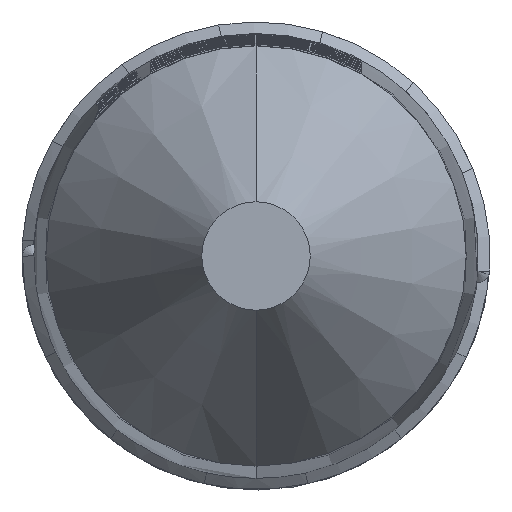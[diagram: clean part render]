
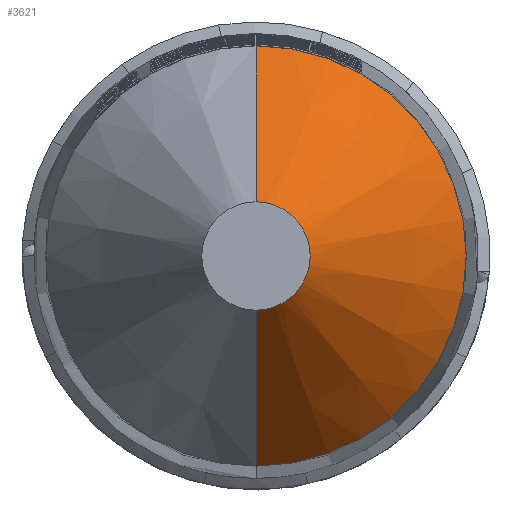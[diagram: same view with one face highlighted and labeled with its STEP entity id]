
A CAD part, front view. The second image highlights one B-rep face of the part: STEP entity #3621.
In plain terms, the highlighted conical face has half-angle 32.942 degrees and reference radius 3.602 mm.
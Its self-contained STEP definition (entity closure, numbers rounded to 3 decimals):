
#249 = CARTESIAN_POINT ( 'NONE',  ( 0., 419595.147, -271900.257 ) ) ;
#381 = DIRECTION ( 'NONE',  ( 0., 0.839, -0.544 ) ) ;
#1015 = EDGE_CURVE ( 'NONE', #10598, #18570, #19461, .T. ) ;
#1052 = EDGE_CURVE ( 'NONE', #10219, #18570, #11242, .T. ) ;
#2684 = DIRECTION ( 'NONE',  ( 0., 1., 0. ) ) ;
#3014 = DIRECTION ( 'NONE',  ( 0., 1., 0. ) ) ;
#3355 = CARTESIAN_POINT ( 'NONE',  ( 0., 5.503, 0. ) ) ;
#3621 = ADVANCED_FACE ( 'NONE', ( #25295 ), #10659, .T. ) ;
#5537 = CARTESIAN_POINT ( 'NONE',  ( 0., -10.497, 0. ) ) ;
#5552 = AXIS2_PLACEMENT_3D ( 'NONE', #5537, #11916, #11783 ) ;
#8086 = CARTESIAN_POINT ( 'NONE',  ( 0., 5.503, -13.97 ) ) ;
#8580 = CARTESIAN_POINT ( 'NONE',  ( 0., -10.497, -3.602 ) ) ;
#9801 = DIRECTION ( 'NONE',  ( 0., 0.839, 0.544 ) ) ;
#10175 = AXIS2_PLACEMENT_3D ( 'NONE', #24786, #3014, #18192 ) ;
#10219 = VERTEX_POINT ( 'NONE', #8580 ) ;
#10598 = VERTEX_POINT ( 'NONE', #21904 ) ;
#10659 = CONICAL_SURFACE ( 'NONE', #5552, 3.602, 0.575 ) ;
#11242 = LINE ( 'NONE', #249, #14814 ) ;
#11783 = DIRECTION ( 'NONE',  ( 0., 0., 1. ) ) ;
#11916 = DIRECTION ( 'NONE',  ( 0., 1., 0. ) ) ;
#12105 = ORIENTED_EDGE ( 'NONE', *, *, #1052, .T. ) ;
#14141 = LINE ( 'NONE', #23039, #19046 ) ;
#14814 = VECTOR ( 'NONE', #381, 1000. ) ;
#14995 = EDGE_CURVE ( 'NONE', #16166, #10219, #23633, .T. ) ;
#16166 = VERTEX_POINT ( 'NONE', #24132 ) ;
#18192 = DIRECTION ( 'NONE',  ( 1., 0., 0. ) ) ;
#18570 = VERTEX_POINT ( 'NONE', #8086 ) ;
#18834 = DIRECTION ( 'NONE',  ( 1., 0., 0. ) ) ;
#19046 = VECTOR ( 'NONE', #9801, 1000. ) ;
#19461 = CIRCLE ( 'NONE', #23206, 13.97 ) ;
#20439 = EDGE_CURVE ( 'NONE', #16166, #10598, #14141, .T. ) ;
#21904 = CARTESIAN_POINT ( 'NONE',  ( 0., 5.503, 13.97 ) ) ;
#23039 = CARTESIAN_POINT ( 'NONE',  ( 0., 419595.147, 271900.257 ) ) ;
#23206 = AXIS2_PLACEMENT_3D ( 'NONE', #3355, #2684, #18834 ) ;
#23633 = CIRCLE ( 'NONE', #10175, 3.602 ) ;
#24132 = CARTESIAN_POINT ( 'NONE',  ( 0., -10.497, 3.602 ) ) ;
#24786 = CARTESIAN_POINT ( 'NONE',  ( 0., -10.497, 0. ) ) ;
#25295 = FACE_OUTER_BOUND ( 'NONE', #27727, .T. ) ;
#26351 = ORIENTED_EDGE ( 'NONE', *, *, #20439, .F. ) ;
#27093 = ORIENTED_EDGE ( 'NONE', *, *, #14995, .T. ) ;
#27711 = ORIENTED_EDGE ( 'NONE', *, *, #1015, .F. ) ;
#27727 = EDGE_LOOP ( 'NONE', ( #27093, #12105, #27711, #26351 ) ) ;
